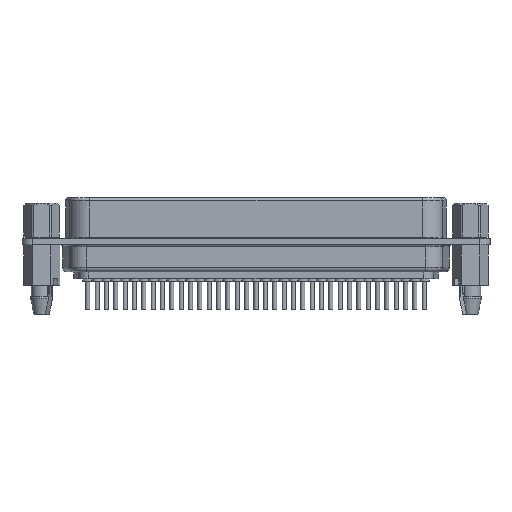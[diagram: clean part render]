
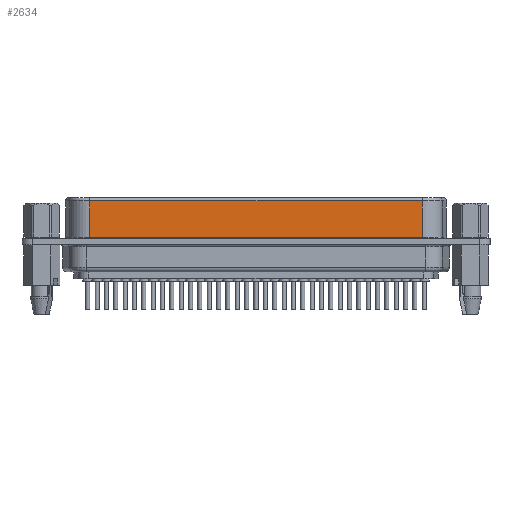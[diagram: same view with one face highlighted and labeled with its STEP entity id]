
A CAD part, front view. The second image highlights one B-rep face of the part: STEP entity #2634.
In plain terms, the highlighted planar face has unit normal (0, -1, 0).
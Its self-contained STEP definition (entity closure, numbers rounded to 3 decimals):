
#879 = ORIENTED_EDGE ( 'NONE', *, *, #16832, .T. ) ;
#880 = ORIENTED_EDGE ( 'NONE', *, *, #17456, .T. ) ;
#881 = ORIENTED_EDGE ( 'NONE', *, *, #16895, .F. ) ;
#882 = ORIENTED_EDGE ( 'NONE', *, *, #16363, .T. ) ;
#2634 = ADVANCED_FACE ( 'NONE', ( #4714 ), #5215, .F. ) ;
#4714 = FACE_OUTER_BOUND ( 'NONE', #15850, .T. ) ;
#5213 = CARTESIAN_POINT ( 'NONE',  ( -24.618, -4.68, 6.55 ) ) ;
#5215 = PLANE ( 'NONE',  #17291 ) ;
#5217 = DIRECTION ( 'NONE',  ( 0., 1., 0. ) ) ;
#5218 = DIRECTION ( 'NONE',  ( -1., 0., 0. ) ) ;
#9604 = LINE ( 'NONE', #10879, #9606 ) ;
#9606 = VECTOR ( 'NONE', #10880, 1000. ) ;
#9921 = LINE ( 'NONE', #11533, #9924 ) ;
#9924 = VECTOR ( 'NONE', #11534, 1000. ) ;
#9958 = LINE ( 'NONE', #11608, #9960 ) ;
#9960 = VECTOR ( 'NONE', #11609, 1000. ) ;
#10321 = LINE ( 'NONE', #12298, #10324 ) ;
#10324 = VECTOR ( 'NONE', #12299, 1000. ) ;
#10762 = CARTESIAN_POINT ( 'NONE',  ( -24.618, -4.68, 6.05 ) ) ;
#10764 = CARTESIAN_POINT ( 'NONE',  ( 24.618, -4.68, 6.05 ) ) ;
#10879 = CARTESIAN_POINT ( 'NONE',  ( -25.21, -4.68, 6.05 ) ) ;
#10880 = DIRECTION ( 'NONE',  ( -1., 0., 0. ) ) ;
#11533 = CARTESIAN_POINT ( 'NONE',  ( -24.618, -4.68, 6.55 ) ) ;
#11534 = DIRECTION ( 'NONE',  ( 0., 0., -1. ) ) ;
#11608 = CARTESIAN_POINT ( 'NONE',  ( 24.618, -4.68, 6.55 ) ) ;
#11609 = DIRECTION ( 'NONE',  ( 0., 0., -1. ) ) ;
#12298 = CARTESIAN_POINT ( 'NONE',  ( 24.618, -4.68, 0.7 ) ) ;
#12299 = DIRECTION ( 'NONE',  ( 1., 0., 0. ) ) ;
#14156 = CARTESIAN_POINT ( 'NONE',  ( 24.618, -4.68, 0.7 ) ) ;
#14174 = CARTESIAN_POINT ( 'NONE',  ( -24.618, -4.68, 0.7 ) ) ;
#15775 = VERTEX_POINT ( 'NONE', #10762 ) ;
#15777 = VERTEX_POINT ( 'NONE', #10764 ) ;
#15850 = EDGE_LOOP ( 'NONE', ( #879, #880, #881, #882 ) ) ;
#16363 = EDGE_CURVE ( 'NONE', #15777, #15775, #9604, .T. ) ;
#16832 = EDGE_CURVE ( 'NONE', #15775, #18651, #9921, .T. ) ;
#16895 = EDGE_CURVE ( 'NONE', #15777, #18633, #9958, .T. ) ;
#17291 = AXIS2_PLACEMENT_3D ( 'NONE', #5213, #5217, #5218 ) ;
#17456 = EDGE_CURVE ( 'NONE', #18651, #18633, #10321, .T. ) ;
#18633 = VERTEX_POINT ( 'NONE', #14156 ) ;
#18651 = VERTEX_POINT ( 'NONE', #14174 ) ;
